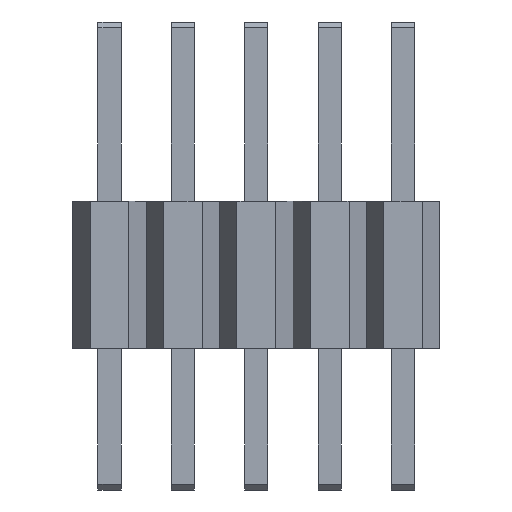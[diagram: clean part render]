
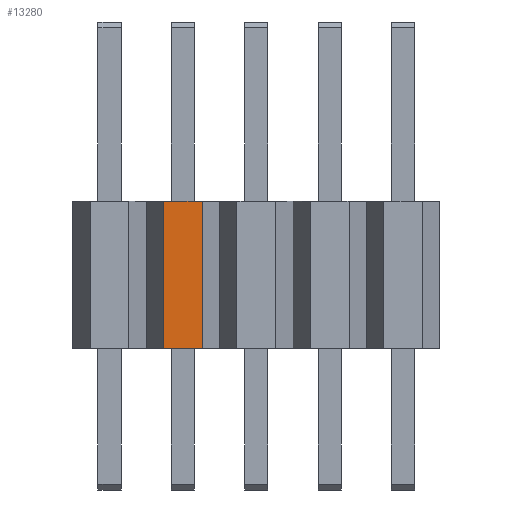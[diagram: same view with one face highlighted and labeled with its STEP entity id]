
A CAD part, front view. The second image highlights one B-rep face of the part: STEP entity #13280.
In plain terms, the highlighted planar face has unit normal (0, -1, 0).
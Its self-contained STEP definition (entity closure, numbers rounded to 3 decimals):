
#425 = EDGE_LOOP ( 'NONE', ( #14811, #10468, #2811, #11298 ) ) ;
#1395 = CARTESIAN_POINT ( 'NONE',  ( -1.605, -1.3, -0.05 ) ) ;
#1407 = DIRECTION ( 'NONE',  ( 1., 0., 0. ) ) ;
#2811 = ORIENTED_EDGE ( 'NONE', *, *, #4494, .F. ) ;
#3097 = AXIS2_PLACEMENT_3D ( 'NONE', #3582, #13459, #6261 ) ;
#3251 = VERTEX_POINT ( 'NONE', #1395 ) ;
#3582 = CARTESIAN_POINT ( 'NONE',  ( -3.175, -1.3, 2.5 ) ) ;
#4494 = EDGE_CURVE ( 'NONE', #12697, #14723, #15149, .T. ) ;
#4886 = CARTESIAN_POINT ( 'NONE',  ( -1.605, -1.3, -2.5 ) ) ;
#5305 = CARTESIAN_POINT ( 'NONE',  ( -3.175, -1.3, -0.05 ) ) ;
#5701 = VECTOR ( 'NONE', #6489, 1000. ) ;
#5894 = VECTOR ( 'NONE', #8532, 1000. ) ;
#6261 = DIRECTION ( 'NONE',  ( 1., 0., 0. ) ) ;
#6489 = DIRECTION ( 'NONE',  ( 1., 0., 0. ) ) ;
#7404 = EDGE_CURVE ( 'NONE', #3251, #14328, #8789, .T. ) ;
#7481 = PLANE ( 'NONE',  #3097 ) ;
#7887 = VECTOR ( 'NONE', #1407, 1000. ) ;
#8268 = CARTESIAN_POINT ( 'NONE',  ( -0.935, -1.3, -2.5 ) ) ;
#8532 = DIRECTION ( 'NONE',  ( 0., 0., 1. ) ) ;
#8789 = LINE ( 'NONE', #5305, #7887 ) ;
#9025 = VECTOR ( 'NONE', #15630, 1000. ) ;
#9232 = CARTESIAN_POINT ( 'NONE',  ( -1.605, -1.3, 2.5 ) ) ;
#10468 = ORIENTED_EDGE ( 'NONE', *, *, #14753, .T. ) ;
#11298 = ORIENTED_EDGE ( 'NONE', *, *, #12177, .F. ) ;
#11659 = LINE ( 'NONE', #8268, #9025 ) ;
#11816 = CARTESIAN_POINT ( 'NONE',  ( -0.935, -1.3, 2.5 ) ) ;
#12177 = EDGE_CURVE ( 'NONE', #3251, #12697, #14831, .T. ) ;
#12327 = FACE_OUTER_BOUND ( 'NONE', #425, .T. ) ;
#12697 = VERTEX_POINT ( 'NONE', #9232 ) ;
#13280 = ADVANCED_FACE ( 'NONE', ( #12327 ), #7481, .F. ) ;
#13459 = DIRECTION ( 'NONE',  ( 0., 1., 0. ) ) ;
#14328 = VERTEX_POINT ( 'NONE', #14783 ) ;
#14723 = VERTEX_POINT ( 'NONE', #11816 ) ;
#14753 = EDGE_CURVE ( 'NONE', #14328, #14723, #11659, .T. ) ;
#14783 = CARTESIAN_POINT ( 'NONE',  ( -0.935, -1.3, -0.05 ) ) ;
#14811 = ORIENTED_EDGE ( 'NONE', *, *, #7404, .T. ) ;
#14831 = LINE ( 'NONE', #4886, #5894 ) ;
#14984 = CARTESIAN_POINT ( 'NONE',  ( -3.175, -1.3, 2.5 ) ) ;
#15149 = LINE ( 'NONE', #14984, #5701 ) ;
#15630 = DIRECTION ( 'NONE',  ( 0., 0., 1. ) ) ;
